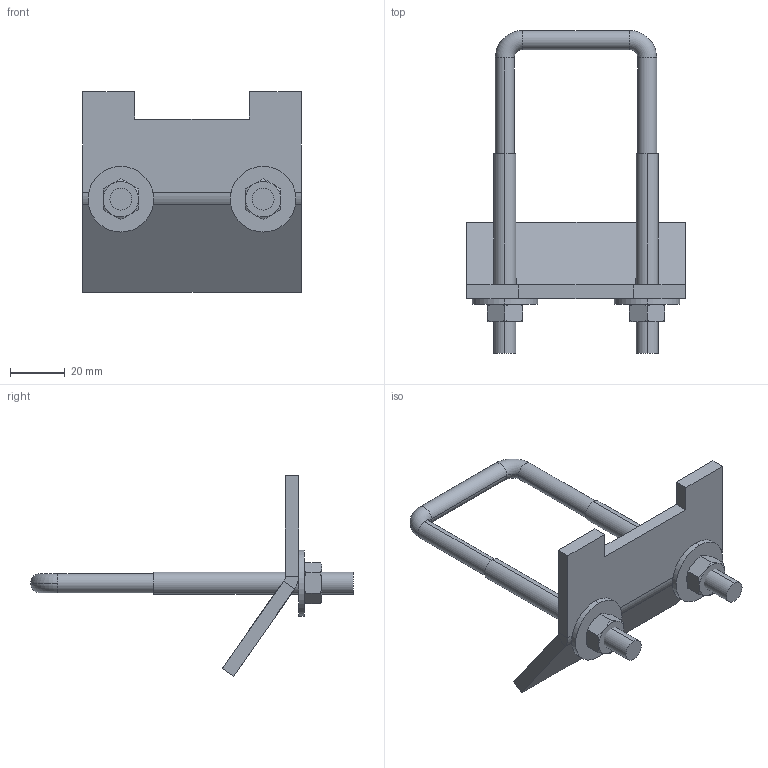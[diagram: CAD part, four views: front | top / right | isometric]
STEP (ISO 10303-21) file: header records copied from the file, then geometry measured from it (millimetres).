
FILE_DESCRIPTION (( 'STEP AP214' ), '1' );
FILE_NAME ('1124719.STEP', '2026-03-11T08:55:49', ( '' ), ( '' ), 'SwSTEP 2.0', 'SolidWorks 2024', '' );
FILE_SCHEMA (( 'AUTOMOTIVE_DESIGN' ));
Length unit declared in the file: millimetre
Products named in the file (5): 072060_Standard; 35100012_Standard; 1124719; 072080_Standard; P_072081_2_Washer DIN 9021 - 8.4
Assembly tree (6 placements, depth 2):
  1124719
    072060_Standard
    072080_Standard
    P_072081_2_Washer DIN 9021 - 8.4  x2
    35100012_Standard  x2
Bounding box: 80 x 118 x 73.34 mm (x, y, z)
Volume: 43669.7 mm3; surface area: 23364.5 mm2
Topology: 6 solids, 6 shells, 111 faces, 261 edges, 160 vertices
Faces by surface type: plane 52, cylinder 31, bspline 24, torus 4
Entity records: 2721 total; most frequent: CARTESIAN_POINT 645, DIRECTION 405, ORIENTED_EDGE 402, EDGE_CURVE 201, AXIS2_PLACEMENT_3D 148, VERTEX_POINT 124, VECTOR 109, LINE 109
